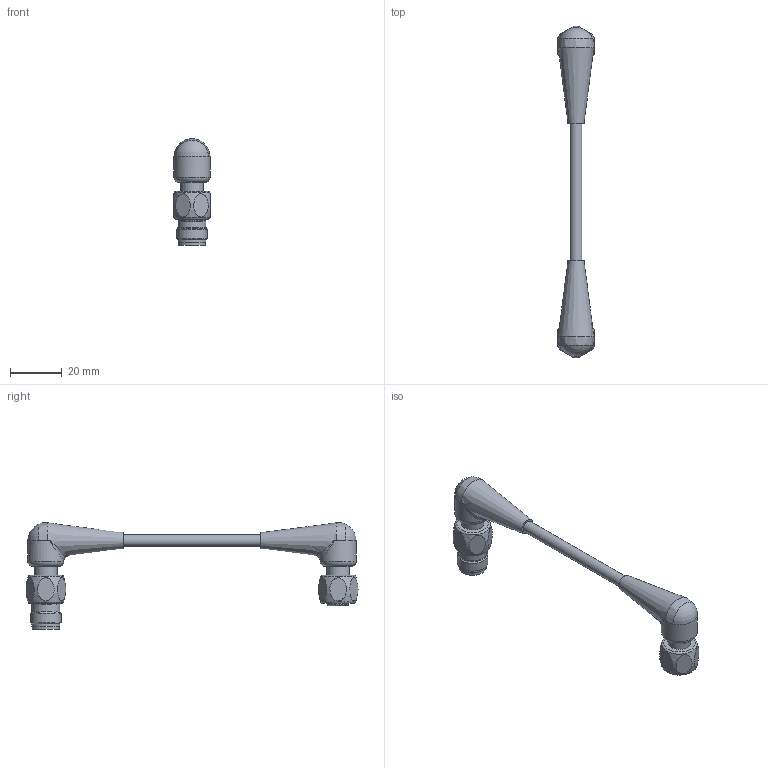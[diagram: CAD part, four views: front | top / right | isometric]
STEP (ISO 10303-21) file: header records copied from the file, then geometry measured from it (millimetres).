
FILE_DESCRIPTION(/* description */ (''),/* implementation_level */ '2;1');
FILE_NAME(/* name */ '8063684_Verbindungsleitung.stp',/* time_stamp */ '2016-05-23T10:41:37+02:00',/* author */ (''),/* organization */ (''),/* preprocessor_version */ 'ST-DEVELOPER v16',/* originating_system */ 'SIEMENS PLM Software NX 10.0',/* authorisation */ '');
FILE_SCHEMA (('AUTOMOTIVE_DESIGN { 1 0 10303 214 3 1 1 1 }'));
Length unit declared in the file: millimetre
Products named in the file (1): t.he1B74652Emfka
Bounding box: 14 x 128.59 x 41.36 mm (x, y, z)
Volume: 12989.9 mm3; surface area: 6539 mm2
Topology: 1 solids, 1 shells, 182 faces, 414 edges, 259 vertices
Faces by surface type: cylinder 68, plane 65, torus 20, sphere 13, cone 10, bspline 6
Full cylindrical faces by diameter (mm): 1 x5, 1.15 x5, 2 x1, 4.6 x1, 8.3 x1, 8.7 x2, 10.5 x1, 10.8 x2, 10.95 x1, 11.9 x1, 14 x2
Entity records: 5260 total; most frequent: CARTESIAN_POINT 1374, DIRECTION 876, ORIENTED_EDGE 674, AXIS2_PLACEMENT_3D 382, EDGE_CURVE 337, EDGE_LOOP 262, VERTEX_POINT 237, CIRCLE 205
